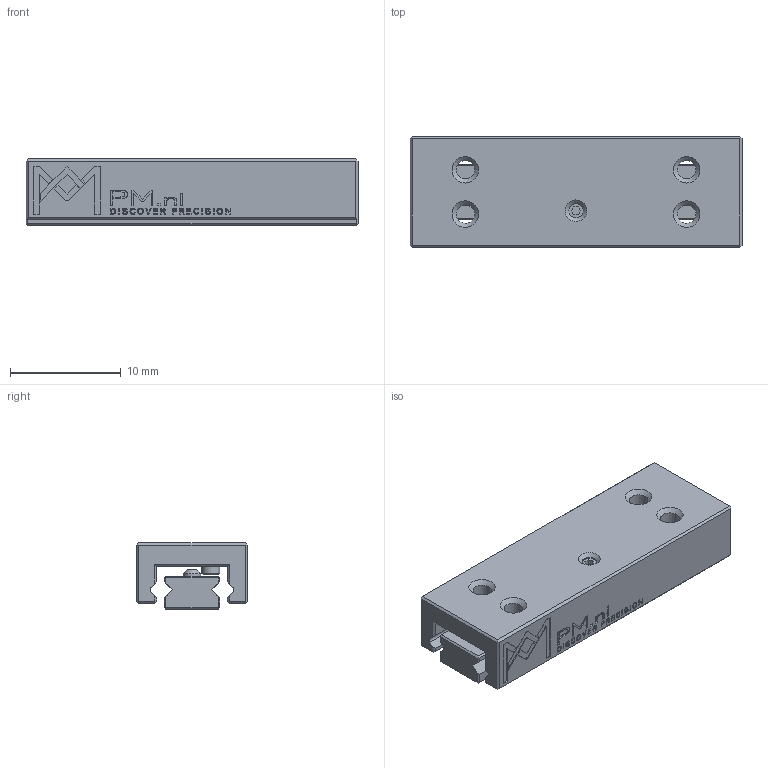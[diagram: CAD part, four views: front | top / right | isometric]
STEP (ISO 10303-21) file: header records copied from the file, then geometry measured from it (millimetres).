
FILE_DESCRIPTION(/* description */ (''),/* implementation_level */ '2;1');
FILE_NAME(/* name */ 'PMM 1-30.stp',/* time_stamp */ '2024-10-18T10:21:28+02:00',/* author */ (''),/* organization */ (''),/* preprocessor_version */ 'ST-DEVELOPER v16.7',/* originating_system */ 'SIEMENS PLM Software NX 12.0',/* authorisation */ '');
FILE_SCHEMA (('AUTOMOTIVE_DESIGN { 1 0 10303 214 3 1 1 1 }'));
Length unit declared in the file: millimetre
Products named in the file (1): 000687_A_3-Slide PMM 1-30 Assy_stp
Bounding box: 30 x 10 x 6 mm (x, y, z)
Volume: 1354.9 mm3; surface area: 1828.7 mm2
Topology: 4 solids, 4 shells, 696 faces, 1850 edges, 1228 vertices
Faces by surface type: plane 486, bspline 180, cone 18, cylinder 12
Full cylindrical faces by diameter (mm): 1.316 x2, 1.6 x2, 1.675 x6
Entity records: 26183 total; most frequent: CARTESIAN_POINT 6211, ORIENTED_EDGE 3624, DIRECTION 2528, EDGE_CURVE 1812, LINE 1410, VECTOR 1410, VERTEX_POINT 1218, EDGE_LOOP 806
